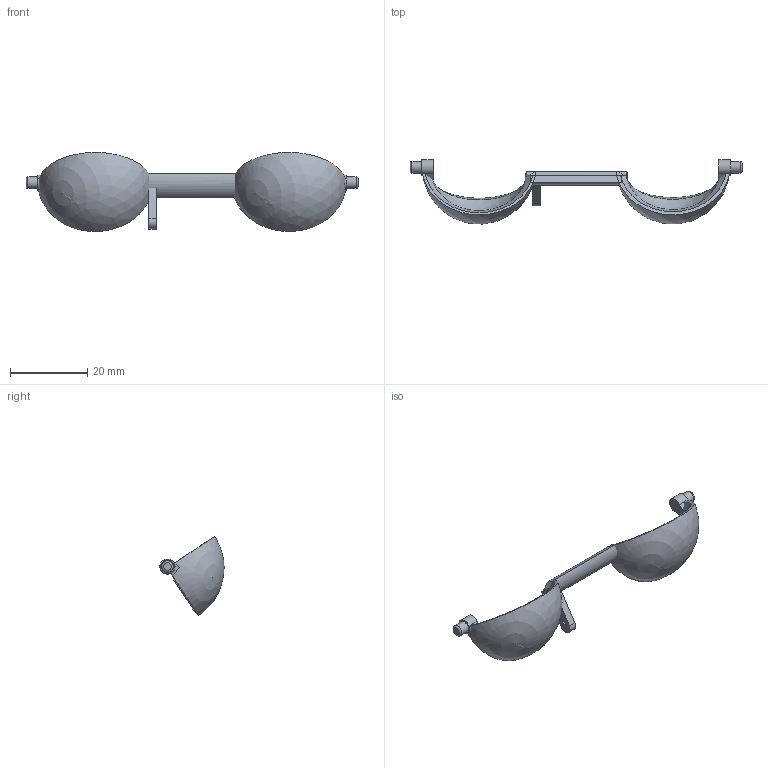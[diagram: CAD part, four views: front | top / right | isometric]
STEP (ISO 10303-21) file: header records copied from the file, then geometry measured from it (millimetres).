
FILE_DESCRIPTION(/* description */ ('','CAx-IF Rec.Pracs.---Representation and Presentation of Product Manufacturing Information (PMI)---4.0---2014-10-13'),/* implementation_level */ '2;1');
FILE_NAME(/* name */ 'Eye_UpperLid_20250308.step',/* time_stamp */ '2025-03-08T13:07:38Z',/* author */ (''),/* organization */ (''),/* preprocessor_version */ 'ST-DEVELOPER v20',/* originating_system */ 'Autodesk Translation Framework v13.20.0.188',/* authorisation */ '');
FILE_SCHEMA (('AP242_MANAGED_MODEL_BASED_3D_ENGINEERING_MIM_LF { 1 0 10303 442 1 1 4 }'));
Length unit declared in the file: millimetre
Products named in the file (1): UpperLid
Bounding box: 85.76 x 16.59 x 20.41 mm (x, y, z)
Volume: 3011.3 mm3; surface area: 3498.9 mm2
Topology: 12 solids, 12 shells, 73 faces, 148 edges, 98 vertices
Faces by surface type: plane 47, cylinder 15, cone 4, sphere 4, torus 2, bspline 1
Full cylindrical faces by diameter (mm): 1 x1, 1.8 x1, 2 x3, 3 x2, 3.55 x1, 3.91 x2
Entity records: 1980 total; most frequent: CARTESIAN_POINT 389, DIRECTION 339, ORIENTED_EDGE 288, EDGE_CURVE 144, AXIS2_PLACEMENT_3D 132, VERTEX_POINT 98, EDGE_LOOP 78, LINE 75
